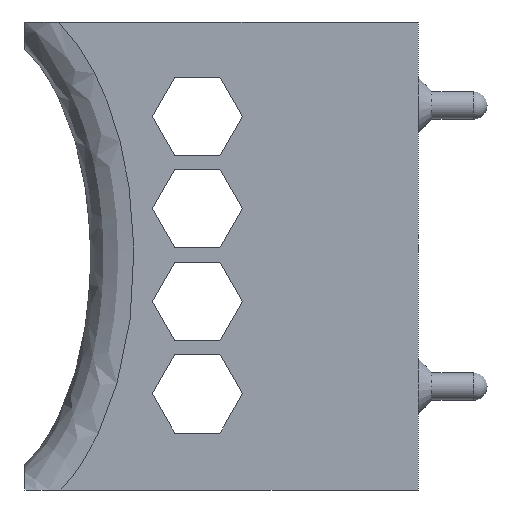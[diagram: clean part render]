
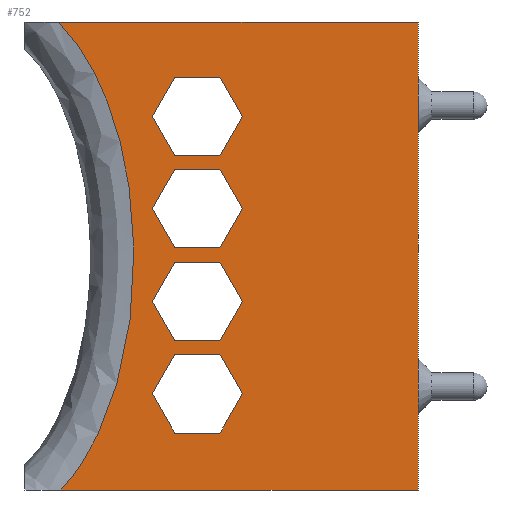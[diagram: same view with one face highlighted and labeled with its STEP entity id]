
A CAD part, left-side view. The second image highlights one B-rep face of the part: STEP entity #752.
In plain terms, the highlighted planar face has unit normal (-1, 0, 0).
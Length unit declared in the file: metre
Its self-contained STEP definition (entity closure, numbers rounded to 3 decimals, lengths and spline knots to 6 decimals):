
#36=B_SPLINE_CURVE_WITH_KNOTS('',3,(#1245,#1246,#1247,#1248,#1249,#1250,
#1251,#1252,#1253,#1254,#1255),.UNSPECIFIED.,.F.,.F.,(4,1,1,1,1,1,1,1,4),
(0.,0.004596,0.009191,0.013787,0.018382,
0.022978,0.027573,0.032169,0.036764),
 .UNSPECIFIED.);
#165=ORIENTED_EDGE('',*,*,#328,.F.);
#166=ORIENTED_EDGE('',*,*,#339,.T.);
#167=ORIENTED_EDGE('',*,*,#317,.T.);
#168=ORIENTED_EDGE('',*,*,#323,.T.);
#169=ORIENTED_EDGE('',*,*,#293,.F.);
#170=ORIENTED_EDGE('',*,*,#297,.F.);
#171=ORIENTED_EDGE('',*,*,#300,.F.);
#172=ORIENTED_EDGE('',*,*,#303,.F.);
#173=ORIENTED_EDGE('',*,*,#306,.F.);
#174=ORIENTED_EDGE('',*,*,#334,.F.);
#175=ORIENTED_EDGE('',*,*,#277,.F.);
#176=ORIENTED_EDGE('',*,*,#281,.F.);
#177=ORIENTED_EDGE('',*,*,#284,.F.);
#178=ORIENTED_EDGE('',*,*,#287,.F.);
#179=ORIENTED_EDGE('',*,*,#290,.F.);
#180=ORIENTED_EDGE('',*,*,#332,.F.);
#181=ORIENTED_EDGE('',*,*,#261,.F.);
#182=ORIENTED_EDGE('',*,*,#265,.F.);
#183=ORIENTED_EDGE('',*,*,#268,.F.);
#184=ORIENTED_EDGE('',*,*,#271,.F.);
#185=ORIENTED_EDGE('',*,*,#274,.F.);
#186=ORIENTED_EDGE('',*,*,#330,.F.);
#187=ORIENTED_EDGE('',*,*,#245,.F.);
#188=ORIENTED_EDGE('',*,*,#249,.F.);
#189=ORIENTED_EDGE('',*,*,#252,.F.);
#190=ORIENTED_EDGE('',*,*,#255,.F.);
#191=ORIENTED_EDGE('',*,*,#258,.F.);
#192=ORIENTED_EDGE('',*,*,#338,.F.);
#245=EDGE_CURVE('',#347,#348,#417,.T.);
#249=EDGE_CURVE('',#350,#347,#421,.T.);
#252=EDGE_CURVE('',#352,#350,#424,.T.);
#255=EDGE_CURVE('',#354,#352,#427,.T.);
#258=EDGE_CURVE('',#356,#354,#430,.T.);
#261=EDGE_CURVE('',#359,#360,#433,.T.);
#265=EDGE_CURVE('',#362,#359,#437,.T.);
#268=EDGE_CURVE('',#364,#362,#440,.T.);
#271=EDGE_CURVE('',#366,#364,#443,.T.);
#274=EDGE_CURVE('',#368,#366,#446,.T.);
#277=EDGE_CURVE('',#371,#372,#449,.T.);
#281=EDGE_CURVE('',#374,#371,#453,.T.);
#284=EDGE_CURVE('',#376,#374,#456,.T.);
#287=EDGE_CURVE('',#378,#376,#459,.T.);
#290=EDGE_CURVE('',#380,#378,#462,.T.);
#293=EDGE_CURVE('',#383,#384,#465,.T.);
#297=EDGE_CURVE('',#386,#383,#469,.T.);
#300=EDGE_CURVE('',#388,#386,#472,.T.);
#303=EDGE_CURVE('',#390,#388,#475,.T.);
#306=EDGE_CURVE('',#392,#390,#478,.T.);
#317=EDGE_CURVE('',#402,#401,#484,.T.);
#323=EDGE_CURVE('',#401,#406,#487,.T.);
#328=EDGE_CURVE('',#410,#406,#490,.T.);
#330=EDGE_CURVE('',#360,#368,#492,.T.);
#332=EDGE_CURVE('',#372,#380,#494,.T.);
#334=EDGE_CURVE('',#384,#392,#496,.T.);
#338=EDGE_CURVE('',#348,#356,#498,.T.);
#339=EDGE_CURVE('',#410,#402,#36,.T.);
#347=VERTEX_POINT('',#996);
#348=VERTEX_POINT('',#998);
#350=VERTEX_POINT('',#1004);
#352=VERTEX_POINT('',#1010);
#354=VERTEX_POINT('',#1016);
#356=VERTEX_POINT('',#1022);
#359=VERTEX_POINT('',#1029);
#360=VERTEX_POINT('',#1031);
#362=VERTEX_POINT('',#1037);
#364=VERTEX_POINT('',#1043);
#366=VERTEX_POINT('',#1049);
#368=VERTEX_POINT('',#1055);
#371=VERTEX_POINT('',#1062);
#372=VERTEX_POINT('',#1064);
#374=VERTEX_POINT('',#1070);
#376=VERTEX_POINT('',#1076);
#378=VERTEX_POINT('',#1082);
#380=VERTEX_POINT('',#1088);
#383=VERTEX_POINT('',#1095);
#384=VERTEX_POINT('',#1097);
#386=VERTEX_POINT('',#1103);
#388=VERTEX_POINT('',#1109);
#390=VERTEX_POINT('',#1115);
#392=VERTEX_POINT('',#1121);
#401=VERTEX_POINT('',#1188);
#402=VERTEX_POINT('',#1190);
#406=VERTEX_POINT('',#1203);
#410=VERTEX_POINT('',#1219);
#417=LINE('',#997,#501);
#421=LINE('',#1005,#505);
#424=LINE('',#1011,#508);
#427=LINE('',#1017,#511);
#430=LINE('',#1023,#514);
#433=LINE('',#1030,#517);
#437=LINE('',#1038,#521);
#440=LINE('',#1044,#524);
#443=LINE('',#1050,#527);
#446=LINE('',#1056,#530);
#449=LINE('',#1063,#533);
#453=LINE('',#1071,#537);
#456=LINE('',#1077,#540);
#459=LINE('',#1083,#543);
#462=LINE('',#1089,#546);
#465=LINE('',#1096,#549);
#469=LINE('',#1104,#553);
#472=LINE('',#1110,#556);
#475=LINE('',#1116,#559);
#478=LINE('',#1122,#562);
#484=LINE('',#1189,#568);
#487=LINE('',#1204,#571);
#490=LINE('',#1220,#574);
#492=LINE('',#1223,#576);
#494=LINE('',#1226,#578);
#496=LINE('',#1229,#580);
#498=LINE('',#1243,#582);
#501=VECTOR('',#824,1.);
#505=VECTOR('',#830,1.);
#508=VECTOR('',#835,1.);
#511=VECTOR('',#840,1.);
#514=VECTOR('',#845,1.);
#517=VECTOR('',#850,1.);
#521=VECTOR('',#856,1.);
#524=VECTOR('',#861,1.);
#527=VECTOR('',#866,1.);
#530=VECTOR('',#871,1.);
#533=VECTOR('',#876,1.);
#537=VECTOR('',#882,1.);
#540=VECTOR('',#887,1.);
#543=VECTOR('',#892,1.);
#546=VECTOR('',#897,1.);
#549=VECTOR('',#902,1.);
#553=VECTOR('',#908,1.);
#556=VECTOR('',#913,1.);
#559=VECTOR('',#918,1.);
#562=VECTOR('',#923,1.);
#568=VECTOR('',#933,1.);
#571=VECTOR('',#942,1.);
#574=VECTOR('',#947,1.);
#576=VECTOR('',#951,1.);
#578=VECTOR('',#955,1.);
#580=VECTOR('',#959,1.);
#582=VECTOR('',#965,1.);
#615=EDGE_LOOP('',(#165,#166,#167,#168));
#616=EDGE_LOOP('',(#169,#170,#171,#172,#173,#174));
#617=EDGE_LOOP('',(#175,#176,#177,#178,#179,#180));
#618=EDGE_LOOP('',(#181,#182,#183,#184,#185,#186));
#619=EDGE_LOOP('',(#187,#188,#189,#190,#191,#192));
#669=FACE_BOUND('',#615,.T.);
#670=FACE_BOUND('',#616,.T.);
#671=FACE_BOUND('',#617,.T.);
#672=FACE_BOUND('',#618,.T.);
#673=FACE_BOUND('',#619,.T.);
#720=PLANE('',#806);
#752=ADVANCED_FACE('',(#669,#670,#671,#672,#673),#720,.T.);
#806=AXIS2_PLACEMENT_3D('',#1244,#966,#967);
#824=DIRECTION('',(0.,0.5,0.866));
#830=DIRECTION('',(0.,-0.5,0.866));
#835=DIRECTION('',(0.,-1.,0.));
#840=DIRECTION('',(0.,-0.5,-0.866));
#845=DIRECTION('',(0.,0.5,-0.866));
#850=DIRECTION('',(0.,0.5,0.866));
#856=DIRECTION('',(0.,-0.5,0.866));
#861=DIRECTION('',(0.,-1.,0.));
#866=DIRECTION('',(0.,-0.5,-0.866));
#871=DIRECTION('',(0.,0.5,-0.866));
#876=DIRECTION('',(0.,0.5,0.866));
#882=DIRECTION('',(0.,-0.5,0.866));
#887=DIRECTION('',(0.,-1.,0.));
#892=DIRECTION('',(0.,-0.5,-0.866));
#897=DIRECTION('',(0.,0.5,-0.866));
#902=DIRECTION('',(0.,0.5,0.866));
#908=DIRECTION('',(0.,-0.5,0.866));
#913=DIRECTION('',(0.,-1.,0.));
#918=DIRECTION('',(0.,-0.5,-0.866));
#923=DIRECTION('',(0.,0.5,-0.866));
#933=DIRECTION('',(0.,-1.,0.));
#942=DIRECTION('',(0.,0.,1.));
#947=DIRECTION('',(0.,-1.,0.));
#951=DIRECTION('',(0.,1.,0.));
#955=DIRECTION('',(0.,1.,0.));
#959=DIRECTION('',(0.,1.,0.));
#965=DIRECTION('',(0.,1.,0.));
#966=DIRECTION('',(-1.,0.,0.));
#967=DIRECTION('',(0.,-1.,0.));
#996=CARTESIAN_POINT('',(-0.0075,-0.161877,-0.057014));
#997=CARTESIAN_POINT('',(-0.0075,-0.161058,-0.055595));
#998=CARTESIAN_POINT('',(-0.0075,-0.160239,-0.054176));
#1004=CARTESIAN_POINT('',(-0.0075,-0.160239,-0.059852));
#1005=CARTESIAN_POINT('',(-0.0075,-0.161058,-0.058433));
#1010=CARTESIAN_POINT('',(-0.0075,-0.156961,-0.059852));
#1011=CARTESIAN_POINT('',(-0.0075,-0.1586,-0.059852));
#1016=CARTESIAN_POINT('',(-0.0075,-0.155323,-0.057014));
#1017=CARTESIAN_POINT('',(-0.0075,-0.156142,-0.058433));
#1022=CARTESIAN_POINT('',(-0.0075,-0.156961,-0.054176));
#1023=CARTESIAN_POINT('',(-0.0075,-0.156142,-0.055595));
#1029=CARTESIAN_POINT('',(-0.0075,-0.161877,-0.063736));
#1030=CARTESIAN_POINT('',(-0.0075,-0.161058,-0.062317));
#1031=CARTESIAN_POINT('',(-0.0075,-0.160239,-0.060898));
#1037=CARTESIAN_POINT('',(-0.0075,-0.160239,-0.066574));
#1038=CARTESIAN_POINT('',(-0.0075,-0.161058,-0.065155));
#1043=CARTESIAN_POINT('',(-0.0075,-0.156961,-0.066574));
#1044=CARTESIAN_POINT('',(-0.0075,-0.1586,-0.066574));
#1049=CARTESIAN_POINT('',(-0.0075,-0.155323,-0.063736));
#1050=CARTESIAN_POINT('',(-0.0075,-0.156142,-0.065155));
#1055=CARTESIAN_POINT('',(-0.0075,-0.156961,-0.060898));
#1056=CARTESIAN_POINT('',(-0.0075,-0.156142,-0.062317));
#1062=CARTESIAN_POINT('',(-0.0075,-0.161877,-0.070459));
#1063=CARTESIAN_POINT('',(-0.0075,-0.161058,-0.06904));
#1064=CARTESIAN_POINT('',(-0.0075,-0.160239,-0.067621));
#1070=CARTESIAN_POINT('',(-0.0075,-0.160239,-0.073297));
#1071=CARTESIAN_POINT('',(-0.0075,-0.161058,-0.071878));
#1076=CARTESIAN_POINT('',(-0.0075,-0.156961,-0.073297));
#1077=CARTESIAN_POINT('',(-0.0075,-0.1586,-0.073297));
#1082=CARTESIAN_POINT('',(-0.0075,-0.155323,-0.070459));
#1083=CARTESIAN_POINT('',(-0.0075,-0.156142,-0.071878));
#1088=CARTESIAN_POINT('',(-0.0075,-0.156961,-0.067621));
#1089=CARTESIAN_POINT('',(-0.0075,-0.156142,-0.06904));
#1095=CARTESIAN_POINT('',(-0.0075,-0.161877,-0.077181));
#1096=CARTESIAN_POINT('',(-0.0075,-0.161058,-0.075762));
#1097=CARTESIAN_POINT('',(-0.0075,-0.160239,-0.074343));
#1103=CARTESIAN_POINT('',(-0.0075,-0.160239,-0.080019));
#1104=CARTESIAN_POINT('',(-0.0075,-0.161058,-0.0786));
#1109=CARTESIAN_POINT('',(-0.0075,-0.156961,-0.080019));
#1110=CARTESIAN_POINT('',(-0.0075,-0.1586,-0.080019));
#1115=CARTESIAN_POINT('',(-0.0075,-0.155323,-0.077181));
#1116=CARTESIAN_POINT('',(-0.0075,-0.156142,-0.0786));
#1121=CARTESIAN_POINT('',(-0.0075,-0.156961,-0.074343));
#1122=CARTESIAN_POINT('',(-0.0075,-0.156142,-0.075762));
#1188=CARTESIAN_POINT('',(-0.0075,-0.174625,-0.084156));
#1189=CARTESIAN_POINT('',(-0.0075,-0.160354,-0.084156));
#1190=CARTESIAN_POINT('',(-0.0075,-0.148681,-0.084156));
#1203=CARTESIAN_POINT('',(-0.0075,-0.174625,-0.050181));
#1204=CARTESIAN_POINT('',(-0.0075,-0.174625,-0.083237));
#1219=CARTESIAN_POINT('',(-0.0075,-0.148541,-0.050181));
#1220=CARTESIAN_POINT('',(-0.0075,-0.160354,-0.050181));
#1223=CARTESIAN_POINT('',(-0.0075,-0.1586,-0.060898));
#1226=CARTESIAN_POINT('',(-0.0075,-0.1586,-0.067621));
#1229=CARTESIAN_POINT('',(-0.0075,-0.1586,-0.074343));
#1243=CARTESIAN_POINT('',(-0.0075,-0.1586,-0.054176));
#1244=CARTESIAN_POINT('',(-0.0075,-0.339774,-0.029597));
#1245=CARTESIAN_POINT('',(-0.0075,-0.148541,-0.050181));
#1246=CARTESIAN_POINT('',(-0.0075,-0.149617,-0.051279));
#1247=CARTESIAN_POINT('',(-0.0075,-0.151322,-0.053855));
#1248=CARTESIAN_POINT('',(-0.0075,-0.152921,-0.058175));
#1249=CARTESIAN_POINT('',(-0.0075,-0.153792,-0.062585));
#1250=CARTESIAN_POINT('',(-0.0075,-0.154092,-0.067118));
#1251=CARTESIAN_POINT('',(-0.0075,-0.153819,-0.071709));
#1252=CARTESIAN_POINT('',(-0.0075,-0.152966,-0.076144));
#1253=CARTESIAN_POINT('',(-0.0075,-0.151396,-0.080468));
#1254=CARTESIAN_POINT('',(-0.0075,-0.149739,-0.08304));
#1255=CARTESIAN_POINT('',(-0.0075,-0.148681,-0.084156));
